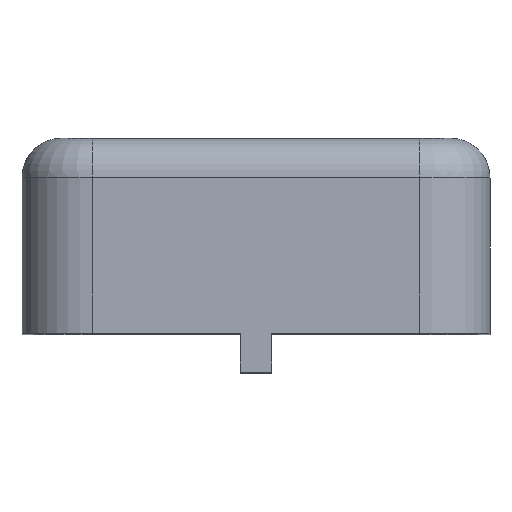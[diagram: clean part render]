
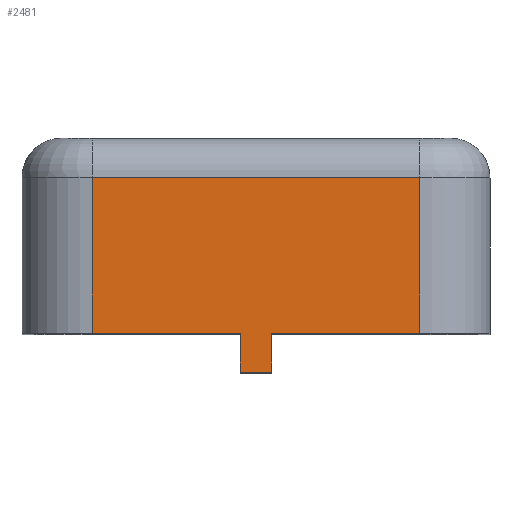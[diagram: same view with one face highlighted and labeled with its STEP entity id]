
A CAD part, top view. The second image highlights one B-rep face of the part: STEP entity #2481.
In plain terms, the highlighted planar face has unit normal (0, 0, 1).
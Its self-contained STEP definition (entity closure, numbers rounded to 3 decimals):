
#9 = EDGE_CURVE ( 'NONE', #2047, #173, #2687, .T. ) ;
#35 = CARTESIAN_POINT ( 'NONE',  ( -4.2, 0., 10.5 ) ) ;
#88 = EDGE_CURVE ( 'NONE', #2365, #2078, #870, .T. ) ;
#173 = VERTEX_POINT ( 'NONE', #2285 ) ;
#185 = VECTOR ( 'NONE', #1428, 1000. ) ;
#201 = DIRECTION ( 'NONE',  ( 0., -1., 0. ) ) ;
#213 = CARTESIAN_POINT ( 'NONE',  ( 4.2, 0., 10.5 ) ) ;
#239 = CARTESIAN_POINT ( 'NONE',  ( -4.2, -1., 10.5 ) ) ;
#347 = VECTOR ( 'NONE', #201, 1000. ) ;
#356 = VERTEX_POINT ( 'NONE', #1589 ) ;
#452 = VECTOR ( 'NONE', #731, 1000. ) ;
#471 = DIRECTION ( 'NONE',  ( 0., 0., 1. ) ) ;
#497 = ORIENTED_EDGE ( 'NONE', *, *, #1864, .T. ) ;
#528 = CARTESIAN_POINT ( 'NONE',  ( -4.2, 0., 10.5 ) ) ;
#597 = ORIENTED_EDGE ( 'NONE', *, *, #88, .F. ) ;
#610 = VECTOR ( 'NONE', #2554, 1000. ) ;
#648 = VECTOR ( 'NONE', #825, 1000. ) ;
#731 = DIRECTION ( 'NONE',  ( 0., -1., 0. ) ) ;
#804 = DIRECTION ( 'NONE',  ( 0., 1., 0. ) ) ;
#825 = DIRECTION ( 'NONE',  ( 1., 0., 0. ) ) ;
#855 = VECTOR ( 'NONE', #1696, 1000. ) ;
#870 = LINE ( 'NONE', #1847, #185 ) ;
#897 = ORIENTED_EDGE ( 'NONE', *, *, #1632, .F. ) ;
#901 = DIRECTION ( 'NONE',  ( 1., 0., 0. ) ) ;
#912 = LINE ( 'NONE', #213, #347 ) ;
#927 = ORIENTED_EDGE ( 'NONE', *, *, #993, .T. ) ;
#939 = EDGE_CURVE ( 'NONE', #2365, #1712, #1236, .T. ) ;
#993 = EDGE_CURVE ( 'NONE', #173, #1254, #1738, .T. ) ;
#1050 = CARTESIAN_POINT ( 'NONE',  ( -4.2, -5., 10.5 ) ) ;
#1236 = LINE ( 'NONE', #1485, #2433 ) ;
#1254 = VERTEX_POINT ( 'NONE', #2711 ) ;
#1289 = ORIENTED_EDGE ( 'NONE', *, *, #939, .T. ) ;
#1362 = VECTOR ( 'NONE', #1429, 1000. ) ;
#1428 = DIRECTION ( 'NONE',  ( -1., 0., 0. ) ) ;
#1429 = DIRECTION ( 'NONE',  ( 0., 1., 0. ) ) ;
#1454 = CARTESIAN_POINT ( 'NONE',  ( -4.2, -1., 10.5 ) ) ;
#1468 = CARTESIAN_POINT ( 'NONE',  ( 4.2, -1., 10.5 ) ) ;
#1485 = CARTESIAN_POINT ( 'NONE',  ( 0.4, -6., 10.5 ) ) ;
#1491 = EDGE_LOOP ( 'NONE', ( #927, #897, #597, #1289, #497, #2797, #2489, #2782 ) ) ;
#1581 = AXIS2_PLACEMENT_3D ( 'NONE', #35, #471, #901 ) ;
#1589 = CARTESIAN_POINT ( 'NONE',  ( 4.2, -5., 10.5 ) ) ;
#1632 = EDGE_CURVE ( 'NONE', #2078, #1254, #2142, .T. ) ;
#1696 = DIRECTION ( 'NONE',  ( 1., 0., 0. ) ) ;
#1712 = VERTEX_POINT ( 'NONE', #2058 ) ;
#1738 = LINE ( 'NONE', #1050, #648 ) ;
#1797 = LINE ( 'NONE', #2800, #855 ) ;
#1847 = CARTESIAN_POINT ( 'NONE',  ( -0.4, -6., 10.5 ) ) ;
#1850 = EDGE_CURVE ( 'NONE', #2803, #356, #912, .T. ) ;
#1864 = EDGE_CURVE ( 'NONE', #1712, #356, #1797, .T. ) ;
#2032 = CARTESIAN_POINT ( 'NONE',  ( -0.4, -6., 10.5 ) ) ;
#2047 = VERTEX_POINT ( 'NONE', #239 ) ;
#2058 = CARTESIAN_POINT ( 'NONE',  ( 0.4, -5., 10.5 ) ) ;
#2078 = VERTEX_POINT ( 'NONE', #2251 ) ;
#2142 = LINE ( 'NONE', #2032, #1362 ) ;
#2172 = CARTESIAN_POINT ( 'NONE',  ( 0.4, -6., 10.5 ) ) ;
#2202 = PLANE ( 'NONE',  #1581 ) ;
#2251 = CARTESIAN_POINT ( 'NONE',  ( -0.4, -6., 10.5 ) ) ;
#2259 = EDGE_CURVE ( 'NONE', #2047, #2803, #2468, .T. ) ;
#2285 = CARTESIAN_POINT ( 'NONE',  ( -4.2, -5., 10.5 ) ) ;
#2305 = FACE_OUTER_BOUND ( 'NONE', #1491, .T. ) ;
#2365 = VERTEX_POINT ( 'NONE', #2172 ) ;
#2433 = VECTOR ( 'NONE', #804, 1000. ) ;
#2468 = LINE ( 'NONE', #1454, #610 ) ;
#2481 = ADVANCED_FACE ( 'NONE', ( #2305 ), #2202, .T. ) ;
#2489 = ORIENTED_EDGE ( 'NONE', *, *, #2259, .F. ) ;
#2554 = DIRECTION ( 'NONE',  ( 1., 0., 0. ) ) ;
#2687 = LINE ( 'NONE', #528, #452 ) ;
#2711 = CARTESIAN_POINT ( 'NONE',  ( -0.4, -5., 10.5 ) ) ;
#2782 = ORIENTED_EDGE ( 'NONE', *, *, #9, .T. ) ;
#2797 = ORIENTED_EDGE ( 'NONE', *, *, #1850, .F. ) ;
#2800 = CARTESIAN_POINT ( 'NONE',  ( -4.2, -5., 10.5 ) ) ;
#2803 = VERTEX_POINT ( 'NONE', #1468 ) ;
